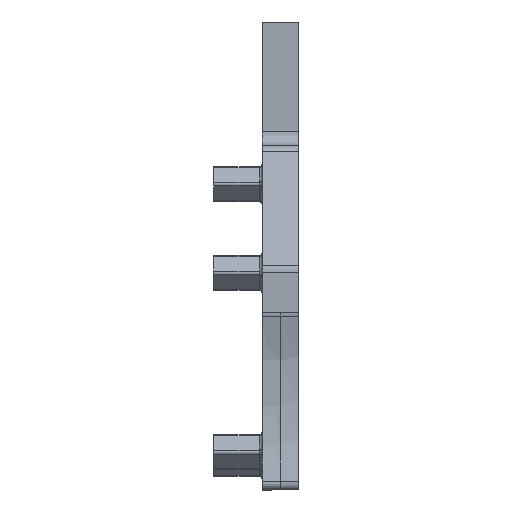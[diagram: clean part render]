
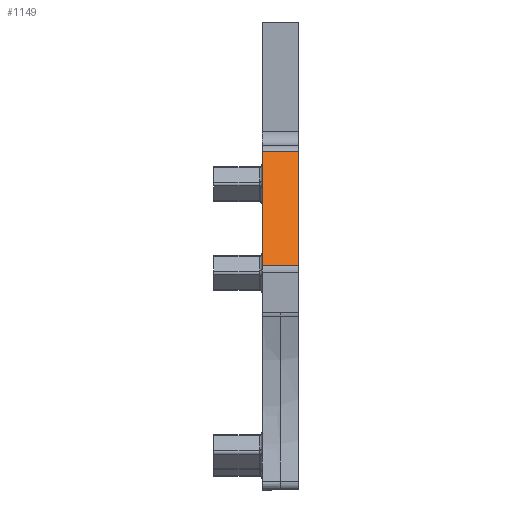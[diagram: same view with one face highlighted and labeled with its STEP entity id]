
A CAD part, front view. The second image highlights one B-rep face of the part: STEP entity #1149.
In plain terms, the highlighted planar face has unit normal (0, -0.866, 0.5).
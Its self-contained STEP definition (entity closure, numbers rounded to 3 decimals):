
#1136=AXIS2_PLACEMENT_3D('Plane Axis2P3D',#1133,#1134,#1135) ;
#234=CARTESIAN_POINT('Vertex',(3.6,0.35,16.663)) ;
#237=CARTESIAN_POINT('Line Origine',(3.6,2.786,20.882)) ;
#241=CARTESIAN_POINT('Vertex',(3.6,5.221,25.1)) ;
#733=CARTESIAN_POINT('Vertex',(6.3,5.221,25.1)) ;
#736=CARTESIAN_POINT('Line Origine',(6.3,2.786,20.882)) ;
#740=CARTESIAN_POINT('Vertex',(6.3,0.35,16.663)) ;
#1121=CARTESIAN_POINT('Line Origine',(4.95,0.35,16.663)) ;
#1133=CARTESIAN_POINT('Axis2P3D Location',(6.3,5.51,25.6)) ;
#1138=CARTESIAN_POINT('Line Origine',(4.95,5.221,25.1)) ;
#238=DIRECTION('Vector Direction',(0.,-0.5,-0.866)) ;
#737=DIRECTION('Vector Direction',(0.,-0.5,-0.866)) ;
#1122=DIRECTION('Vector Direction',(-1.,0.,0.)) ;
#1134=DIRECTION('Axis2P3D Direction',(0.,0.866,-0.5)) ;
#1135=DIRECTION('Axis2P3D XDirection',(0.,-0.5,-0.866)) ;
#1139=DIRECTION('Vector Direction',(-1.,0.,0.)) ;
#239=VECTOR('Line Direction',#238,1.) ;
#738=VECTOR('Line Direction',#737,1.) ;
#1123=VECTOR('Line Direction',#1122,1.) ;
#1140=VECTOR('Line Direction',#1139,1.) ;
#1144=ORIENTED_EDGE('',*,*,#1142,.T.) ;
#1145=ORIENTED_EDGE('',*,*,#243,.F.) ;
#1146=ORIENTED_EDGE('',*,*,#1125,.F.) ;
#1147=ORIENTED_EDGE('',*,*,#742,.T.) ;
#1149=ADVANCED_FACE('Hauptk\X2\00F6\X0\rper',(#1148),#1137,.F.) ;
#243=EDGE_CURVE('',#235,#242,#240,.F.) ;
#742=EDGE_CURVE('',#741,#734,#739,.F.) ;
#1125=EDGE_CURVE('',#741,#235,#1124,.T.) ;
#1142=EDGE_CURVE('',#734,#242,#1141,.T.) ;
#1143=EDGE_LOOP('',(#1144,#1145,#1146,#1147)) ;
#1148=FACE_OUTER_BOUND('',#1143,.T.) ;
#240=LINE('Line',#237,#239) ;
#739=LINE('Line',#736,#738) ;
#1124=LINE('Line',#1121,#1123) ;
#1141=LINE('Line',#1138,#1140) ;
#1137=PLANE('',#1136) ;
#235=VERTEX_POINT('',#234) ;
#242=VERTEX_POINT('',#241) ;
#734=VERTEX_POINT('',#733) ;
#741=VERTEX_POINT('',#740) ;
